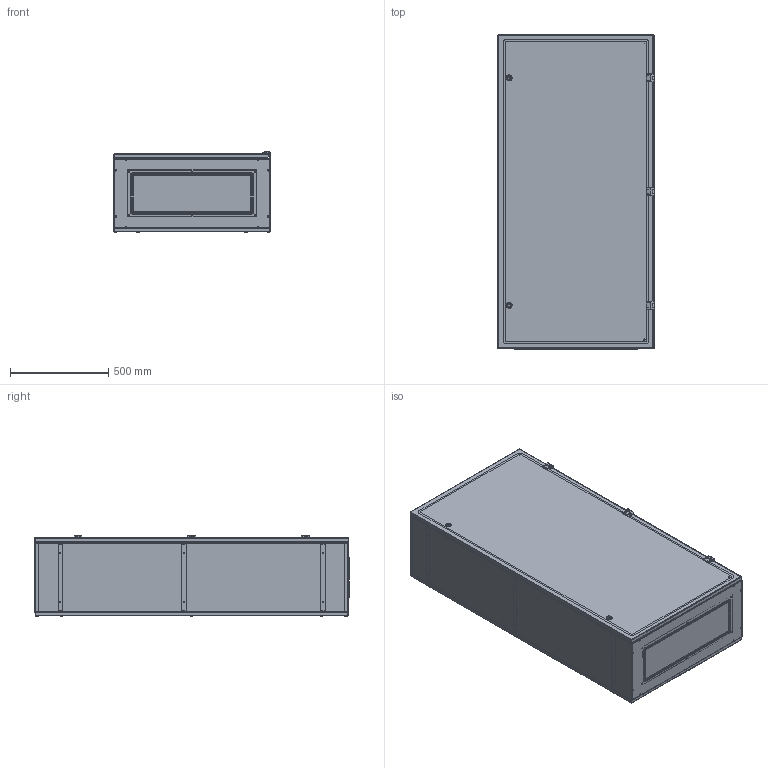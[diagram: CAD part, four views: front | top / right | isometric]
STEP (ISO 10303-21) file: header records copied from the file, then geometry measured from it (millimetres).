
FILE_DESCRIPTION (( 'STEP AP203' ), '1' );
FILE_NAME ('ÙÌÏ 1600õ800õ400 IP54.STEP', '2020-12-25T13:08:03', ( '' ), ( '' ), 'SwSTEP 2.0', 'SolidWorks 2019', '' );
FILE_SCHEMA (( 'CONFIG_CONTROL_DESIGN' ));
Length unit declared in the file: millimetre
Products named in the file (35): ÓÊ íà äâåðü; Ñòåíêà ëåâàÿ â ñáîðå_IP54; Ñòåíêà íèæíÿÿ â ñáîðå; hex flange nut_din_Hexagon Flange Nut DIN 6923 - M6 - N; Çàêëåïêà ãàå÷íàÿ Ì6; pan head cross recess screw_din_ISO 7045 - M6 x 30 - Z --- 30N; Îïîðà ïðàâàÿ; Ñòåíêà ïðàâàÿ â ñáîðå_Ip54; Ñòåíêà âåðõíÿÿ_IP54; Ñòåíêà íèæíÿÿ; Êîðïóñ â ñáîðå_IP54; Ñòåíêà ëåâàÿ; Ñòåíêà çàäíÿÿ â ñáîðå_IP 54; ﾄ粢; Ïåòëÿ óãëîâàÿ Atos MK20.5.V1.25; ÙÌÏ 1600õ800õ400 IP54; øïèëüêà îáìåäíåííàÿ Ì4õ12; Øïèëüêà ïðèâàðíàÿ Ì6õ16; Êðûøêà íèæíÿÿ; pan head cross recess screw_din_DIN EN ISO 7045 - M6 x 12 - Z - 12N; Ñòåíêà çàäíÿÿ; 邮 磬 牮牦 龛骓; Îïîðà ëåâàÿ; Ñòåíêà ïðàâàÿ; Îñíîâàíèå ïåòëè; Z-ïðîôèëü; 邮 磬 耱屙牦 玎漤; ﾇ瑟鶴 IP54; Êðûøêà íèæíÿÿ â ñáîðå; Ñòåíêà çàäíÿÿ ÑÁ (ïðèñòðåëêà); Äâåðü â ñáîðå_Ip54; Êîðïóñ ïåòëè; hex nut style 1 gradeab_din_Hexagon Nut ISO 4032 - M4 - W - N
Assembly tree (92 placements, depth 4):
  ÙÌÏ 1600õ800õ400 IP54
    Êîðïóñ â ñáîðå_IP54
      Ñòåíêà ëåâàÿ â ñáîðå_IP54
        Ñòåíêà ëåâàÿ
        Z-ïðîôèëü  x3
      Ñòåíêà ïðàâàÿ â ñáîðå_Ip54
        Ñòåíêà ïðàâàÿ
        Z-ïðîôèëü  x3
        Øïèëüêà ïðèâàðíàÿ Ì6õ16
      Ñòåíêà âåðõíÿÿ_IP54
      Ñòåíêà íèæíÿÿ â ñáîðå
        Ñòåíêà íèæíÿÿ
        øïèëüêà îáìåäíåííàÿ Ì4õ12  x6
      Çàêëåïêà ãàå÷íàÿ Ì6  x10
    Ñòåíêà çàäíÿÿ â ñáîðå_IP 54
      Ñòåíêà çàäíÿÿ ÑÁ (ïðèñòðåëêà)
        Ñòåíêà çàäíÿÿ
        øïèëüêà îáìåäíåííàÿ Ì4õ12  x4
      Îïîðà ïðàâàÿ
      Îïîðà ëåâàÿ
      邮 磬 耱屙牦 玎漤
      hex nut style 1 gradeab_din_Hexagon Nut ISO 4032 - M4 - W - N  x4
    Êðûøêà íèæíÿÿ â ñáîðå
      Êðûøêà íèæíÿÿ
      邮 磬 牮牦 龛骓
    pan head cross recess screw_din_ISO 7045 - M6 x 30 - Z --- 30N  x10
    hex flange nut_din_Hexagon Flange Nut DIN 6923 - M6 - N  x7
    Äâåðü â ñáîðå_Ip54
      ﾄ粢
      Øïèëüêà ïðèâàðíàÿ Ì6õ16
      ÓÊ íà äâåðü
      ﾇ瑟鶴 IP54  x2
      Ïåòëÿ óãëîâàÿ Atos MK20.5.V1.25
        Îñíîâàíèå ïåòëè
        Êîðïóñ ïåòëè
        pan head cross recess screw_din_DIN EN ISO 7045 - M6 x 12 - Z - 12N  x2
      Ïåòëÿ óãëîâàÿ Atos MK20.5.V1.25
        Îñíîâàíèå ïåòëè
        Êîðïóñ ïåòëè
        pan head cross recess screw_din_DIN EN ISO 7045 - M6 x 12 - Z - 12N  x2
      Ïåòëÿ óãëîâàÿ Atos MK20.5.V1.25
        Îñíîâàíèå ïåòëè
        Êîðïóñ ïåòëè
        pan head cross recess screw_din_DIN EN ISO 7045 - M6 x 12 - Z - 12N  x2
    hex nut style 1 gradeab_din_Hexagon Nut ISO 4032 - M4 - W - N  x6
Bounding box: 800 x 1603.7 x 415.18 mm (x, y, z)
Volume: 8224912.3 mm3; surface area: 10503587.6 mm2
Topology: 93 solids, 93 shells, 3764 faces, 9246 edges, 5683 vertices
Faces by surface type: plane 1622, cylinder 1398, cone 420, torus 174, bspline 114, sphere 36
Entity records: 52350 total; most frequent: CARTESIAN_POINT 14929, DIRECTION 6913, ORIENTED_EDGE 6562, EDGE_CURVE 3281, AXIS2_PLACEMENT_3D 2532, VERTEX_POINT 2008, VECTOR 1849, LINE 1849
